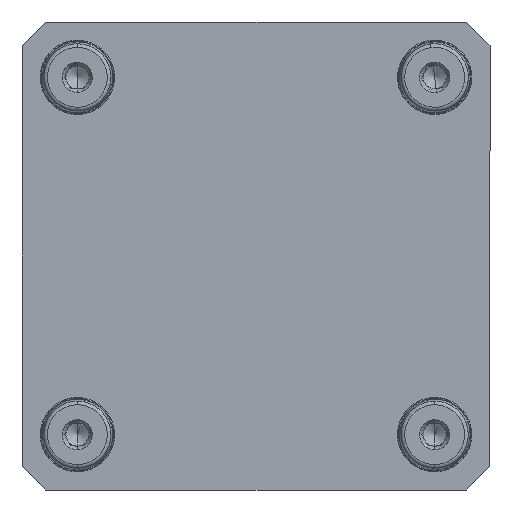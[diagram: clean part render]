
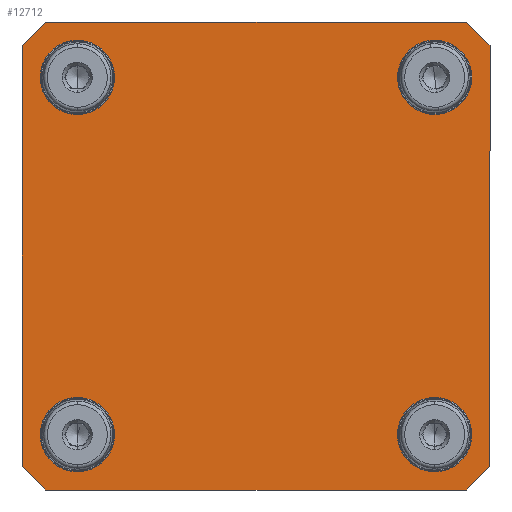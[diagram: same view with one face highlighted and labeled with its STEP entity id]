
A CAD part, front view. The second image highlights one B-rep face of the part: STEP entity #12712.
In plain terms, the highlighted planar face has unit normal (0, -1, 0).
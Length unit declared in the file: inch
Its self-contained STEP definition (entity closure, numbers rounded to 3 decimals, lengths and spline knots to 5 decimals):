
#1481 = CARTESIAN_POINT ( 'NONE',  ( -2.475, 0., 2.475 ) ) ;
#2404 = EDGE_CURVE ( 'NONE', #55983, #64555, #99827, .T. ) ;
#2547 = EDGE_LOOP ( 'NONE', ( #61179, #89022 ) ) ;
#2832 = CARTESIAN_POINT ( 'NONE',  ( -2.475, 0., -2.225 ) ) ;
#3623 = VERTEX_POINT ( 'NONE', #2832 ) ;
#4190 = CIRCLE ( 'NONE', #47892, 0.31535 ) ;
#4215 = VERTEX_POINT ( 'NONE', #90876 ) ;
#6718 = CARTESIAN_POINT ( 'NONE',  ( -2.475, 0., -2.475 ) ) ;
#7749 = EDGE_LOOP ( 'NONE', ( #41262, #93225 ) ) ;
#7770 = DIRECTION ( 'NONE',  ( 0., -1., 0. ) ) ;
#8069 = VECTOR ( 'NONE', #56398, 39.37008 ) ;
#8290 = LINE ( 'NONE', #77227, #58077 ) ;
#9500 = EDGE_CURVE ( 'NONE', #76284, #15675, #114695, .T. ) ;
#10602 = ORIENTED_EDGE ( 'NONE', *, *, #12331, .F. ) ;
#12331 = EDGE_CURVE ( 'NONE', #111121, #59814, #80303, .T. ) ;
#12545 = LINE ( 'NONE', #78501, #93604 ) ;
#12712 = ADVANCED_FACE ( 'NONE', ( #81542, #68798, #51705, #31850, #27481 ), #67365, .F. ) ;
#13582 = VERTEX_POINT ( 'NONE', #54191 ) ;
#14112 = CARTESIAN_POINT ( 'NONE',  ( 0., 0., 0. ) ) ;
#14412 = DIRECTION ( 'NONE',  ( 0., 0., 1. ) ) ;
#15675 = VERTEX_POINT ( 'NONE', #82522 ) ;
#16545 = CARTESIAN_POINT ( 'NONE',  ( 1.88976, 0., -1.57441 ) ) ;
#16640 = LINE ( 'NONE', #1481, #8069 ) ;
#18066 = ORIENTED_EDGE ( 'NONE', *, *, #88802, .F. ) ;
#19429 = DIRECTION ( 'NONE',  ( 0., 0., 1. ) ) ;
#20664 = ORIENTED_EDGE ( 'NONE', *, *, #26607, .T. ) ;
#20949 = VECTOR ( 'NONE', #100485, 39.37008 ) ;
#20993 = EDGE_CURVE ( 'NONE', #85906, #34051, #104047, .T. ) ;
#21813 = ORIENTED_EDGE ( 'NONE', *, *, #30459, .T. ) ;
#24705 = EDGE_CURVE ( 'NONE', #4215, #53909, #4190, .T. ) ;
#24918 = EDGE_LOOP ( 'NONE', ( #18066, #52183 ) ) ;
#25118 = DIRECTION ( 'NONE',  ( 0., -1., 0. ) ) ;
#25616 = LINE ( 'NONE', #68004, #72593 ) ;
#26216 = CARTESIAN_POINT ( 'NONE',  ( 2.475, 0., 2.225 ) ) ;
#26607 = EDGE_CURVE ( 'NONE', #111121, #69743, #43847, .T. ) ;
#26728 = EDGE_CURVE ( 'NONE', #13582, #47921, #16640, .T. ) ;
#27127 = DIRECTION ( 'NONE',  ( 0., -1., 0. ) ) ;
#27481 = FACE_OUTER_BOUND ( 'NONE', #63486, .T. ) ;
#27665 = AXIS2_PLACEMENT_3D ( 'NONE', #14112, #76507, #77671 ) ;
#27701 = VECTOR ( 'NONE', #14412, 39.37008 ) ;
#28051 = CARTESIAN_POINT ( 'NONE',  ( -1.88976, 0., 1.88976 ) ) ;
#28194 = CARTESIAN_POINT ( 'NONE',  ( 1.88976, 0., 1.88976 ) ) ;
#28826 = DIRECTION ( 'NONE',  ( 0., -1., 0. ) ) ;
#28980 = DIRECTION ( 'NONE',  ( 0., -1., 0. ) ) ;
#30459 = EDGE_CURVE ( 'NONE', #79353, #47921, #103558, .T. ) ;
#31850 = FACE_BOUND ( 'NONE', #2547, .T. ) ;
#34051 = VERTEX_POINT ( 'NONE', #16545 ) ;
#34291 = DIRECTION ( 'NONE',  ( 0., 0., 1. ) ) ;
#34833 = CARTESIAN_POINT ( 'NONE',  ( 1.88976, 0., -1.88976 ) ) ;
#35757 = DIRECTION ( 'NONE',  ( 0., 0., -1. ) ) ;
#36973 = CARTESIAN_POINT ( 'NONE',  ( -1.88976, 0., 2.20511 ) ) ;
#38666 = ORIENTED_EDGE ( 'NONE', *, *, #2404, .F. ) ;
#38799 = DIRECTION ( 'NONE',  ( 0., 0., -1. ) ) ;
#41168 = AXIS2_PLACEMENT_3D ( 'NONE', #117729, #27127, #72441 ) ;
#41262 = ORIENTED_EDGE ( 'NONE', *, *, #20993, .F. ) ;
#42348 = VECTOR ( 'NONE', #81454, 39.37008 ) ;
#43847 = LINE ( 'NONE', #92113, #20949 ) ;
#44595 = ORIENTED_EDGE ( 'NONE', *, *, #48260, .F. ) ;
#46297 = ORIENTED_EDGE ( 'NONE', *, *, #57276, .F. ) ;
#47892 = AXIS2_PLACEMENT_3D ( 'NONE', #88330, #25118, #106589 ) ;
#47921 = VERTEX_POINT ( 'NONE', #106365 ) ;
#48260 = EDGE_CURVE ( 'NONE', #79353, #69743, #8290, .T. ) ;
#48415 = EDGE_CURVE ( 'NONE', #64555, #55983, #77873, .T. ) ;
#49872 = DIRECTION ( 'NONE',  ( 0., 0., -1. ) ) ;
#51458 = DIRECTION ( 'NONE',  ( 0., -1., 0. ) ) ;
#51705 = FACE_BOUND ( 'NONE', #7749, .T. ) ;
#51922 = LINE ( 'NONE', #59378, #27701 ) ;
#52183 = ORIENTED_EDGE ( 'NONE', *, *, #24705, .F. ) ;
#53909 = VERTEX_POINT ( 'NONE', #69201 ) ;
#54191 = CARTESIAN_POINT ( 'NONE',  ( -2.225, 0., 2.475 ) ) ;
#54406 = DIRECTION ( 'NONE',  ( -1., 0., 0. ) ) ;
#55983 = VERTEX_POINT ( 'NONE', #73175 ) ;
#56398 = DIRECTION ( 'NONE',  ( 1., 0., 0. ) ) ;
#57173 = CIRCLE ( 'NONE', #41168, 0.31535 ) ;
#57276 = EDGE_CURVE ( 'NONE', #3623, #68806, #51922, .T. ) ;
#57405 = CARTESIAN_POINT ( 'NONE',  ( 2.475, 0., 2.225 ) ) ;
#57862 = ORIENTED_EDGE ( 'NONE', *, *, #48415, .F. ) ;
#58077 = VECTOR ( 'NONE', #49872, 39.37008 ) ;
#59378 = CARTESIAN_POINT ( 'NONE',  ( -2.475, 0., -2.475 ) ) ;
#59814 = VERTEX_POINT ( 'NONE', #112851 ) ;
#60007 = DIRECTION ( 'NONE',  ( 0., -1., 0. ) ) ;
#61179 = ORIENTED_EDGE ( 'NONE', *, *, #103535, .F. ) ;
#61814 = DIRECTION ( 'NONE',  ( 0., 0., -1. ) ) ;
#63120 = AXIS2_PLACEMENT_3D ( 'NONE', #106453, #60007, #35757 ) ;
#63486 = EDGE_LOOP ( 'NONE', ( #46297, #114558, #10602, #20664, #44595, #21813, #97264, #89902 ) ) ;
#64555 = VERTEX_POINT ( 'NONE', #69363 ) ;
#65632 = EDGE_CURVE ( 'NONE', #34051, #85906, #86426, .T. ) ;
#67365 = PLANE ( 'NONE',  #27665 ) ;
#68004 = CARTESIAN_POINT ( 'NONE',  ( -2.225, 0., 2.475 ) ) ;
#68798 = FACE_BOUND ( 'NONE', #24918, .T. ) ;
#68806 = VERTEX_POINT ( 'NONE', #113224 ) ;
#68895 = CIRCLE ( 'NONE', #63120, 0.31535 ) ;
#68991 = DIRECTION ( 'NONE',  ( 0.707, 0., -0.707 ) ) ;
#69201 = CARTESIAN_POINT ( 'NONE',  ( -1.88976, 0., -2.20511 ) ) ;
#69363 = CARTESIAN_POINT ( 'NONE',  ( 1.88976, 0., 2.20511 ) ) ;
#69743 = VERTEX_POINT ( 'NONE', #92720 ) ;
#70928 = CARTESIAN_POINT ( 'NONE',  ( 1.88976, 0., -1.88976 ) ) ;
#71393 = DIRECTION ( 'NONE',  ( 0., 0., -1. ) ) ;
#72441 = DIRECTION ( 'NONE',  ( 0., 0., 1. ) ) ;
#72593 = VECTOR ( 'NONE', #77508, 39.37008 ) ;
#73175 = CARTESIAN_POINT ( 'NONE',  ( 1.88976, 0., 1.57441 ) ) ;
#73198 = VECTOR ( 'NONE', #54406, 39.37008 ) ;
#76284 = VERTEX_POINT ( 'NONE', #36973 ) ;
#76427 = AXIS2_PLACEMENT_3D ( 'NONE', #28051, #28826, #38799 ) ;
#76507 = DIRECTION ( 'NONE',  ( 0., 1., 0. ) ) ;
#77227 = CARTESIAN_POINT ( 'NONE',  ( 2.475, 0., -2.475 ) ) ;
#77508 = DIRECTION ( 'NONE',  ( -0.707, 0., -0.707 ) ) ;
#77567 = CARTESIAN_POINT ( 'NONE',  ( 2.225, 0., -2.475 ) ) ;
#77671 = DIRECTION ( 'NONE',  ( 0., 0., 1. ) ) ;
#77873 = CIRCLE ( 'NONE', #88303, 0.31535 ) ;
#78501 = CARTESIAN_POINT ( 'NONE',  ( -2.475, 0., -2.225 ) ) ;
#79353 = VERTEX_POINT ( 'NONE', #57405 ) ;
#80303 = LINE ( 'NONE', #6718, #73198 ) ;
#81454 = DIRECTION ( 'NONE',  ( -0.707, 0., 0.707 ) ) ;
#81542 = FACE_BOUND ( 'NONE', #101899, .T. ) ;
#82522 = CARTESIAN_POINT ( 'NONE',  ( -1.88976, 0., 1.57441 ) ) ;
#82669 = EDGE_CURVE ( 'NONE', #3623, #59814, #12545, .T. ) ;
#83466 = AXIS2_PLACEMENT_3D ( 'NONE', #28194, #28980, #19429 ) ;
#85906 = VERTEX_POINT ( 'NONE', #92045 ) ;
#86426 = CIRCLE ( 'NONE', #99029, 0.31535 ) ;
#87959 = CARTESIAN_POINT ( 'NONE',  ( 1.88976, 0., 1.88976 ) ) ;
#88303 = AXIS2_PLACEMENT_3D ( 'NONE', #87959, #96686, #34291 ) ;
#88330 = CARTESIAN_POINT ( 'NONE',  ( -1.88976, 0., -1.88976 ) ) ;
#88802 = EDGE_CURVE ( 'NONE', #53909, #4215, #57173, .T. ) ;
#89022 = ORIENTED_EDGE ( 'NONE', *, *, #9500, .F. ) ;
#89902 = ORIENTED_EDGE ( 'NONE', *, *, #94661, .T. ) ;
#90876 = CARTESIAN_POINT ( 'NONE',  ( -1.88976, 0., -1.57441 ) ) ;
#92045 = CARTESIAN_POINT ( 'NONE',  ( 1.88976, 0., -2.20511 ) ) ;
#92113 = CARTESIAN_POINT ( 'NONE',  ( 2.225, 0., -2.475 ) ) ;
#92720 = CARTESIAN_POINT ( 'NONE',  ( 2.475, 0., -2.225 ) ) ;
#93225 = ORIENTED_EDGE ( 'NONE', *, *, #65632, .F. ) ;
#93604 = VECTOR ( 'NONE', #68991, 39.37008 ) ;
#94661 = EDGE_CURVE ( 'NONE', #13582, #68806, #25616, .T. ) ;
#96686 = DIRECTION ( 'NONE',  ( 0., -1., 0. ) ) ;
#97264 = ORIENTED_EDGE ( 'NONE', *, *, #26728, .F. ) ;
#99029 = AXIS2_PLACEMENT_3D ( 'NONE', #34833, #7770, #71393 ) ;
#99827 = CIRCLE ( 'NONE', #83466, 0.31535 ) ;
#100485 = DIRECTION ( 'NONE',  ( 0.707, 0., 0.707 ) ) ;
#101899 = EDGE_LOOP ( 'NONE', ( #38666, #57862 ) ) ;
#103535 = EDGE_CURVE ( 'NONE', #15675, #76284, #68895, .T. ) ;
#103558 = LINE ( 'NONE', #26216, #42348 ) ;
#104047 = CIRCLE ( 'NONE', #106879, 0.31535 ) ;
#106365 = CARTESIAN_POINT ( 'NONE',  ( 2.225, 0., 2.475 ) ) ;
#106453 = CARTESIAN_POINT ( 'NONE',  ( -1.88976, 0., 1.88976 ) ) ;
#106589 = DIRECTION ( 'NONE',  ( 0., 0., 1. ) ) ;
#106879 = AXIS2_PLACEMENT_3D ( 'NONE', #70928, #51458, #61814 ) ;
#111121 = VERTEX_POINT ( 'NONE', #77567 ) ;
#112851 = CARTESIAN_POINT ( 'NONE',  ( -2.225, 0., -2.475 ) ) ;
#113224 = CARTESIAN_POINT ( 'NONE',  ( -2.475, 0., 2.225 ) ) ;
#114558 = ORIENTED_EDGE ( 'NONE', *, *, #82669, .T. ) ;
#114695 = CIRCLE ( 'NONE', #76427, 0.31535 ) ;
#117729 = CARTESIAN_POINT ( 'NONE',  ( -1.88976, 0., -1.88976 ) ) ;
